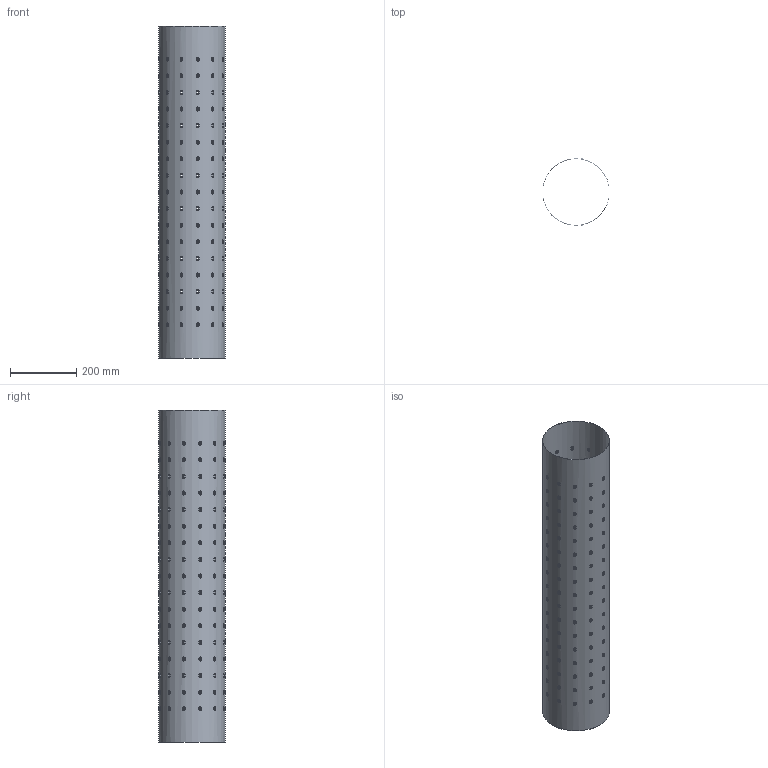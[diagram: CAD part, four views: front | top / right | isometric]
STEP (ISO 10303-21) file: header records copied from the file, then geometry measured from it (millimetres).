
FILE_DESCRIPTION(/* description */ ('Dysplåt'),/* implementation_level */ '2;1');
FILE_NAME(/* name */ 'P41-1-AB-04.stp',/* time_stamp */ '2016-06-09T13:59:56+02:00',/* author */ ('John'),/* organization */ (''),/* preprocessor_version */ 'ST-DEVELOPER v15.6',/* originating_system */ 'Autodesk Inventor 2015',/* authorisation */ '');
FILE_SCHEMA (('AUTOMOTIVE_DESIGN { 1 0 10303 214 3 1 1 }'));
Products named in the file (1): P41-1-AB-04
Bounding box: 201.2 x 202.16 x 1000 mm (x, y, z)
Volume: 381360.7 mm3; surface area: 1263938 mm2
Topology: 1 solids, 1 shells, 3474 faces, 8172 edges, 4904 vertices
Faces by surface type: bspline 2448, plane 820, cylinder 206
Full cylindrical faces by diameter (mm): 200 x1, 201.2 x1
Entity records: 199854 total; most frequent: CARTESIAN_POINT 135845, ORIENTED_EDGE 16344, EDGE_CURVE 8172, DIRECTION 6150, VERTEX_POINT 4904, LINE 4088, VECTOR 4088, EDGE_LOOP 4086
